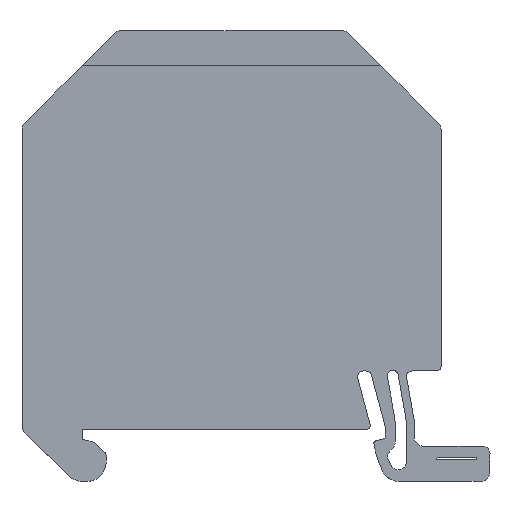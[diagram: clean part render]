
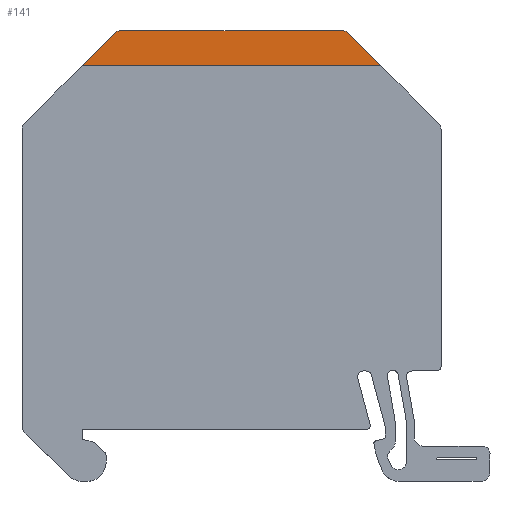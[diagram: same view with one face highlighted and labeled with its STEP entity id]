
A CAD part, top view. The second image highlights one B-rep face of the part: STEP entity #141.
In plain terms, the highlighted planar face has unit normal (0, 0, 1).
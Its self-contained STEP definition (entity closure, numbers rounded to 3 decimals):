
#78=PLANE('',#1529);
#141=ADVANCED_FACE('',(#240),#78,.T.);
#240=FACE_OUTER_BOUND('',#310,.T.);
#310=EDGE_LOOP('',(#895,#896,#897,#898,#899,#900));
#434=LINE('',#2280,#576);
#435=LINE('',#2282,#577);
#439=LINE('',#2291,#581);
#452=LINE('',#2318,#594);
#576=VECTOR('',#1862,1.);
#577=VECTOR('',#1865,1.);
#581=VECTOR('',#1871,1.);
#594=VECTOR('',#1890,1.);
#895=ORIENTED_EDGE('',*,*,#1312,.T.);
#896=ORIENTED_EDGE('',*,*,#1334,.T.);
#897=ORIENTED_EDGE('',*,*,#1313,.T.);
#898=ORIENTED_EDGE('',*,*,#1335,.T.);
#899=ORIENTED_EDGE('',*,*,#1317,.T.);
#900=ORIENTED_EDGE('',*,*,#1331,.F.);
#1125=VERTEX_POINT('',#2273);
#1128=VERTEX_POINT('',#2279);
#1129=VERTEX_POINT('',#2283);
#1130=VERTEX_POINT('',#2284);
#1133=VERTEX_POINT('',#2292);
#1134=VERTEX_POINT('',#2293);
#1312=EDGE_CURVE('',#1125,#1128,#434,.T.);
#1313=EDGE_CURVE('',#1129,#1130,#435,.T.);
#1317=EDGE_CURVE('',#1133,#1134,#439,.T.);
#1331=EDGE_CURVE('',#1125,#1134,#452,.T.);
#1334=EDGE_CURVE('',#1128,#1129,#1408,.T.);
#1335=EDGE_CURVE('',#1130,#1133,#1409,.T.);
#1408=CIRCLE('',#1527,1.);
#1409=CIRCLE('',#1528,1.);
#1527=AXIS2_PLACEMENT_3D('',#2323,#1898,#1899);
#1528=AXIS2_PLACEMENT_3D('',#2324,#1900,#1901);
#1529=AXIS2_PLACEMENT_3D('',#2325,#1902,#1903);
#1862=DIRECTION('',(-0.707,0.707,0.));
#1865=DIRECTION('',(-1.,0.,0.));
#1871=DIRECTION('',(-0.707,-0.707,0.));
#1890=DIRECTION('',(-1.,0.,0.));
#1898=DIRECTION('',(0.,0.,1.));
#1899=DIRECTION('',(1.,0.,0.));
#1900=DIRECTION('',(0.,0.,1.));
#1901=DIRECTION('',(1.,0.,0.));
#1902=DIRECTION('',(0.,0.,1.));
#1903=DIRECTION('',(1.,0.,0.));
#2273=CARTESIAN_POINT('',(17.1,-4.,2.2));
#2279=CARTESIAN_POINT('',(13.393,-0.293,2.2));
#2280=CARTESIAN_POINT('',(24.,-10.9,2.2));
#2282=CARTESIAN_POINT('',(13.1,0.,2.2));
#2283=CARTESIAN_POINT('',(12.686,0.,2.2));
#2284=CARTESIAN_POINT('',(-12.686,0.,2.2));
#2291=CARTESIAN_POINT('',(-13.1,0.,2.2));
#2292=CARTESIAN_POINT('',(-13.393,-0.293,2.2));
#2293=CARTESIAN_POINT('',(-17.1,-4.,2.2));
#2318=CARTESIAN_POINT('',(26.,-4.,2.2));
#2323=CARTESIAN_POINT('',(12.686,-1.,2.2));
#2324=CARTESIAN_POINT('',(-12.686,-1.,2.2));
#2325=CARTESIAN_POINT('',(-22.4,-45.114,2.2));
